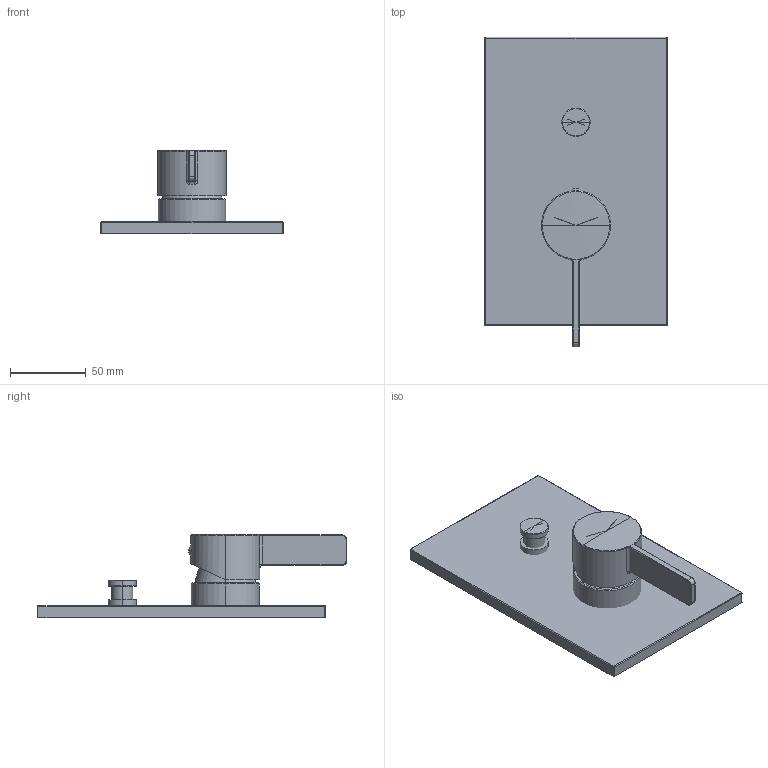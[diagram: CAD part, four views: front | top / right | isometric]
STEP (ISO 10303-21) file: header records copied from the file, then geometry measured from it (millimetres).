
FILE_DESCRIPTION((''),'2;1');
FILE_NAME('RO015CR','2021-01-15T14:49:27',('ut3'),('PAFFONI SpA'),'CREO PARAMETRIC BY PTC INC, 2020044','CREO PARAMETRIC BY PTC INC, 2020044','');
FILE_SCHEMA(('CONFIG_CONTROL_DESIGN','SHAPE_APPEARANCE_LAYERS_GROUPS'));
Length unit declared in the file: millimetre
Products named in the file (1): RO015CR
Bounding box: 120 x 204 x 55.1 mm (x, y, z)
Surface area: 70746.3 mm2 (no closed solid volume)
Topology: 0 solids, 8 shells, 78 faces, 177 edges, 103 vertices
Faces by surface type: cylinder 28, plane 18, torus 12, cone 8, bspline 6, sphere 6
Entity records: 3012 total; most frequent: CARTESIAN_POINT 694, DIRECTION 392, ORIENTED_EDGE 328, EDGE_CURVE 171, AXIS2_PLACEMENT_3D 166, VERTEX_POINT 103, CIRCLE 94, EDGE_LOOP 78
